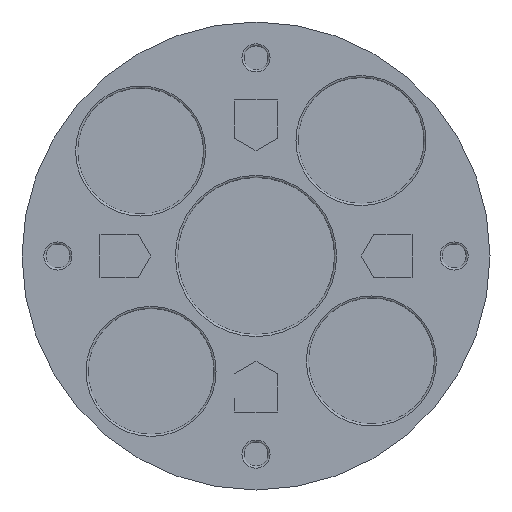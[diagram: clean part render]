
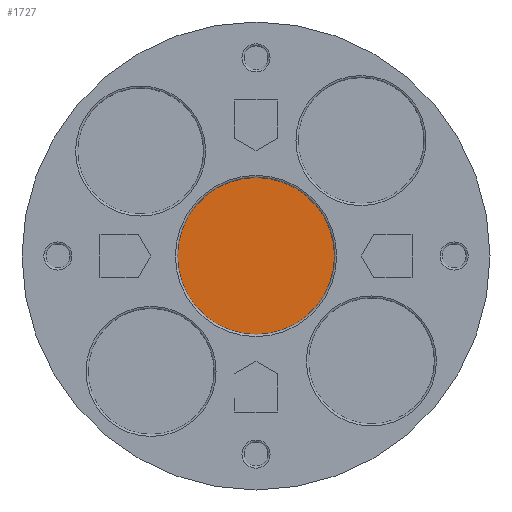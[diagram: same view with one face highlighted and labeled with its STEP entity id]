
A CAD part, front view. The second image highlights one B-rep face of the part: STEP entity #1727.
In plain terms, the highlighted planar face has unit normal (0, -1, 0).
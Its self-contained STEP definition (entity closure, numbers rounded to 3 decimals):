
#484=PLANE('',#1887);
#574=FACE_OUTER_BOUND('',#683,.T.);
#683=EDGE_LOOP('',(#1620));
#726=CIRCLE('',#1799,7.55);
#805=VERTEX_POINT('',#2529);
#980=EDGE_CURVE('',#805,#805,#726,.T.);
#1620=ORIENTED_EDGE('',*,*,#980,.F.);
#1727=ADVANCED_FACE('',(#574),#484,.F.);
#1799=AXIS2_PLACEMENT_3D('',#2531,#2039,#2040);
#1887=AXIS2_PLACEMENT_3D('',#2863,#2362,#2363);
#2039=DIRECTION('center_axis',(0.,1.,0.));
#2040=DIRECTION('ref_axis',(1.,0.,0.));
#2362=DIRECTION('center_axis',(0.,1.,0.));
#2363=DIRECTION('ref_axis',(1.,0.,0.));
#2529=CARTESIAN_POINT('',(-7.55,2.6,0.));
#2531=CARTESIAN_POINT('Origin',(0.,2.6,0.));
#2863=CARTESIAN_POINT('Origin',(0.,2.6,0.));
